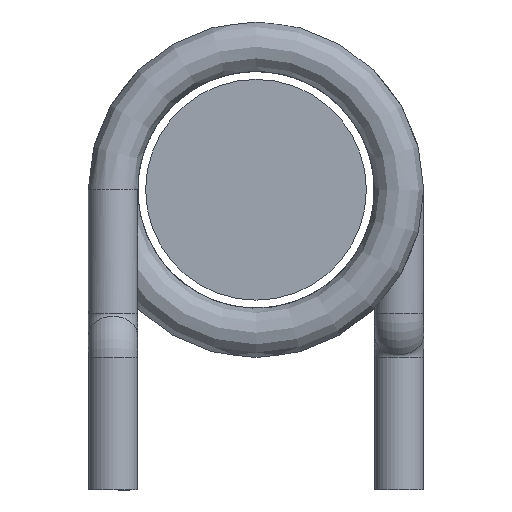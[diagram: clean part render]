
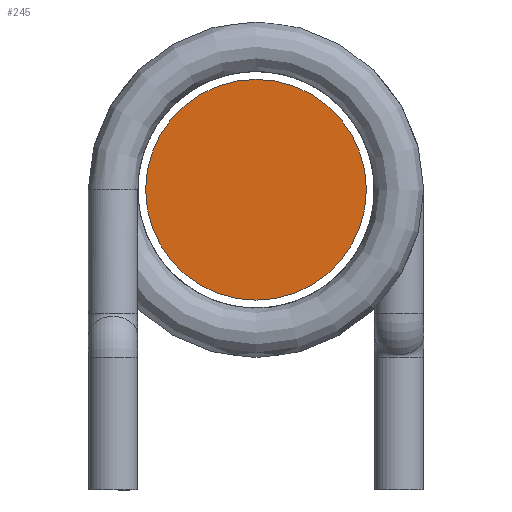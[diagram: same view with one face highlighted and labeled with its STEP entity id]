
A CAD part, left-side view. The second image highlights one B-rep face of the part: STEP entity #245.
In plain terms, the highlighted face is planar.
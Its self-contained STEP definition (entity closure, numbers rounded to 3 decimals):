
#32=PLANE('',#274);
#59=ORIENTED_EDGE('',*,*,#73,.F.);
#73=EDGE_CURVE('',#85,#85,#93,.T.);
#85=VERTEX_POINT('',#1222);
#93=CIRCLE('',#275,2.5);
#115=EDGE_LOOP('',(#59));
#139=FACE_BOUND('',#115,.T.);
#245=ADVANCED_FACE('',(#139),#32,.F.);
#274=AXIS2_PLACEMENT_3D('',#1220,#316,#317);
#275=AXIS2_PLACEMENT_3D('',#1221,#318,#319);
#316=DIRECTION('',(0.,1.,0.));
#317=DIRECTION('',(0.,0.,1.));
#318=DIRECTION('',(0.,1.,0.));
#319=DIRECTION('',(1.,0.,0.));
#1220=CARTESIAN_POINT('',(0.,-7.7,0.));
#1221=CARTESIAN_POINT('',(0.,-7.7,0.));
#1222=CARTESIAN_POINT('',(2.5,-7.7,0.));
